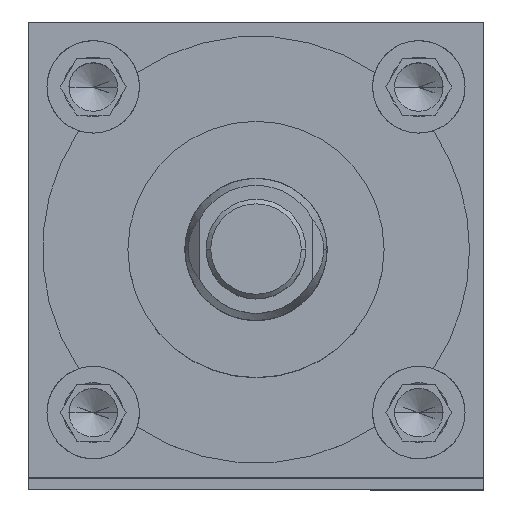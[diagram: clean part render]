
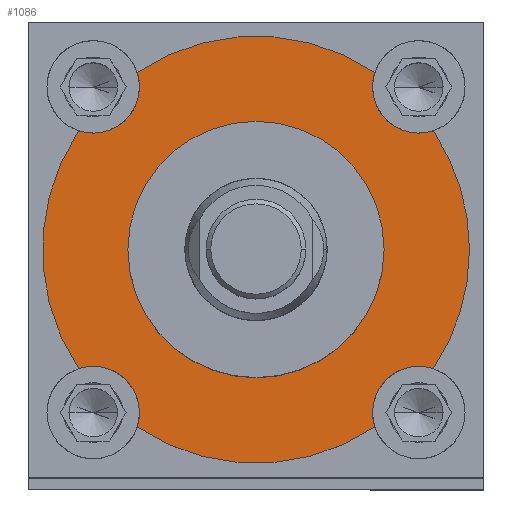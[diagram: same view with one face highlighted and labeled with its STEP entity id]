
A CAD part, top view. The second image highlights one B-rep face of the part: STEP entity #1086.
In plain terms, the highlighted planar face has unit normal (0, 0, 1).
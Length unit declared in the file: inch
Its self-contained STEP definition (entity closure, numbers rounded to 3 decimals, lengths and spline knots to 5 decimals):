
#11 = CIRCLE ( 'NONE', #3327, 0.203 ) ;
#144 = EDGE_LOOP ( 'NONE', ( #1357, #6998 ) ) ;
#148 = EDGE_CURVE ( 'NONE', #6429, #3664, #3626, .T. ) ;
#165 = CARTESIAN_POINT ( 'NONE',  ( 0., 0., 31.62 ) ) ;
#334 = CIRCLE ( 'NONE', #2688, 0.203 ) ;
#343 = CARTESIAN_POINT ( 'NONE',  ( -0.5625, 0., 31.62 ) ) ;
#352 = EDGE_CURVE ( 'NONE', #2285, #879, #4554, .T. ) ;
#353 = DIRECTION ( 'NONE',  ( 1., 0., 0. ) ) ;
#357 = DIRECTION ( 'NONE',  ( 0., 0., 1. ) ) ;
#385 = EDGE_CURVE ( 'NONE', #1245, #2612, #1733, .T. ) ;
#473 = CARTESIAN_POINT ( 'NONE',  ( 0., 0., 31.62 ) ) ;
#487 = EDGE_LOOP ( 'NONE', ( #5361, #1993, #6918, #6988, #5386, #5286, #5773, #6216, #5509, #2663, #5029, #3037, #1923 ) ) ;
#563 = AXIS2_PLACEMENT_3D ( 'NONE', #4723, #3050, #5312 ) ;
#638 = CARTESIAN_POINT ( 'NONE',  ( -0.715, -0.715, 31.62 ) ) ;
#686 = CARTESIAN_POINT ( 'NONE',  ( 0., 0., 31.62 ) ) ;
#705 = EDGE_CURVE ( 'NONE', #3664, #6429, #7010, .T. ) ;
#761 = EDGE_CURVE ( 'NONE', #7242, #2285, #7122, .T. ) ;
#771 = DIRECTION ( 'NONE',  ( 1., 0., 0. ) ) ;
#879 = VERTEX_POINT ( 'NONE', #2108 ) ;
#907 = CARTESIAN_POINT ( 'NONE',  ( 0.77859, -0.52222, 31.62 ) ) ;
#943 = CARTESIAN_POINT ( 'NONE',  ( -0.715, -0.715, 31.62 ) ) ;
#1048 = EDGE_CURVE ( 'NONE', #2910, #879, #1368, .T. ) ;
#1050 = DIRECTION ( 'NONE',  ( 0., 0., 1. ) ) ;
#1086 = ADVANCED_FACE ( 'NONE', ( #5209, #4540 ), #1176, .T. ) ;
#1176 = PLANE ( 'NONE',  #6785 ) ;
#1225 = CARTESIAN_POINT ( 'NONE',  ( 0., 0., 31.62 ) ) ;
#1241 = AXIS2_PLACEMENT_3D ( 'NONE', #943, #5525, #3158 ) ;
#1245 = VERTEX_POINT ( 'NONE', #5253 ) ;
#1346 = CARTESIAN_POINT ( 'NONE',  ( -0.77859, -0.52222, 31.62 ) ) ;
#1357 = ORIENTED_EDGE ( 'NONE', *, *, #148, .F. ) ;
#1368 = CIRCLE ( 'NONE', #2894, 0.203 ) ;
#1579 = VERTEX_POINT ( 'NONE', #2750 ) ;
#1636 = CARTESIAN_POINT ( 'NONE',  ( 0.715, -0.715, 31.62 ) ) ;
#1733 = CIRCLE ( 'NONE', #563, 0.203 ) ;
#1836 = CARTESIAN_POINT ( 'NONE',  ( 0.715, -0.715, 31.62 ) ) ;
#1848 = CIRCLE ( 'NONE', #5151, 0.9375 ) ;
#1874 = EDGE_CURVE ( 'NONE', #3498, #6158, #3479, .T. ) ;
#1923 = ORIENTED_EDGE ( 'NONE', *, *, #2917, .F. ) ;
#1943 = EDGE_CURVE ( 'NONE', #1245, #6158, #6025, .T. ) ;
#1993 = ORIENTED_EDGE ( 'NONE', *, *, #761, .T. ) ;
#2037 = EDGE_CURVE ( 'NONE', #4257, #3498, #3084, .T. ) ;
#2108 = CARTESIAN_POINT ( 'NONE',  ( 0.77859, 0.52222, 31.62 ) ) ;
#2190 = DIRECTION ( 'NONE',  ( 1., 0., 0. ) ) ;
#2251 = AXIS2_PLACEMENT_3D ( 'NONE', #638, #7256, #6841 ) ;
#2285 = VERTEX_POINT ( 'NONE', #3322 ) ;
#2357 = CARTESIAN_POINT ( 'NONE',  ( 0., 0., 31.62 ) ) ;
#2391 = CARTESIAN_POINT ( 'NONE',  ( -0.512, -0.715, 31.62 ) ) ;
#2413 = CARTESIAN_POINT ( 'NONE',  ( -0.52222, -0.77859, 31.62 ) ) ;
#2452 = VERTEX_POINT ( 'NONE', #7315 ) ;
#2570 = DIRECTION ( 'NONE',  ( 0., 0., 1. ) ) ;
#2612 = VERTEX_POINT ( 'NONE', #4249 ) ;
#2663 = ORIENTED_EDGE ( 'NONE', *, *, #1874, .F. ) ;
#2688 = AXIS2_PLACEMENT_3D ( 'NONE', #1836, #3617, #771 ) ;
#2714 = DIRECTION ( 'NONE',  ( 1., 0., 0. ) ) ;
#2750 = CARTESIAN_POINT ( 'NONE',  ( 0.52222, 0.77859, 31.62 ) ) ;
#2837 = AXIS2_PLACEMENT_3D ( 'NONE', #1225, #5186, #5263 ) ;
#2849 = CARTESIAN_POINT ( 'NONE',  ( 0.52222, -0.77859, 31.62 ) ) ;
#2894 = AXIS2_PLACEMENT_3D ( 'NONE', #6947, #4659, #5250 ) ;
#2910 = VERTEX_POINT ( 'NONE', #4761 ) ;
#2917 = EDGE_CURVE ( 'NONE', #2452, #7309, #334, .T. ) ;
#3037 = ORIENTED_EDGE ( 'NONE', *, *, #5283, .T. ) ;
#3050 = DIRECTION ( 'NONE',  ( 0., 0., 1. ) ) ;
#3057 = CARTESIAN_POINT ( 'NONE',  ( 0.5625, 0., 31.62 ) ) ;
#3084 = CIRCLE ( 'NONE', #2251, 0.203 ) ;
#3085 = DIRECTION ( 'NONE',  ( 0., 0., 1. ) ) ;
#3090 = EDGE_CURVE ( 'NONE', #1579, #5468, #4418, .T. ) ;
#3158 = DIRECTION ( 'NONE',  ( 1., 0., 0. ) ) ;
#3322 = CARTESIAN_POINT ( 'NONE',  ( 0.9375, 0., 31.62 ) ) ;
#3327 = AXIS2_PLACEMENT_3D ( 'NONE', #6697, #4999, #6213 ) ;
#3369 = DIRECTION ( 'NONE',  ( 0., 0., 1. ) ) ;
#3441 = AXIS2_PLACEMENT_3D ( 'NONE', #3733, #5982, #5708 ) ;
#3461 = DIRECTION ( 'NONE',  ( 1., 0., 0. ) ) ;
#3479 = CIRCLE ( 'NONE', #1241, 0.203 ) ;
#3498 = VERTEX_POINT ( 'NONE', #2391 ) ;
#3617 = DIRECTION ( 'NONE',  ( 0., 0., 1. ) ) ;
#3626 = CIRCLE ( 'NONE', #5149, 0.5625 ) ;
#3664 = VERTEX_POINT ( 'NONE', #3057 ) ;
#3733 = CARTESIAN_POINT ( 'NONE',  ( 0.715, 0.715, 31.62 ) ) ;
#3760 = CARTESIAN_POINT ( 'NONE',  ( -0.52222, 0.77859, 31.62 ) ) ;
#3892 = DIRECTION ( 'NONE',  ( 1., 0., 0. ) ) ;
#4047 = CIRCLE ( 'NONE', #6047, 0.203 ) ;
#4056 = AXIS2_PLACEMENT_3D ( 'NONE', #165, #4751, #5337 ) ;
#4249 = CARTESIAN_POINT ( 'NONE',  ( -0.512, 0.715, 31.62 ) ) ;
#4257 = VERTEX_POINT ( 'NONE', #2413 ) ;
#4412 = AXIS2_PLACEMENT_3D ( 'NONE', #686, #3369, #2190 ) ;
#4418 = CIRCLE ( 'NONE', #6303, 0.9375 ) ;
#4453 = AXIS2_PLACEMENT_3D ( 'NONE', #4688, #3085, #5868 ) ;
#4540 = FACE_BOUND ( 'NONE', #144, .T. ) ;
#4554 = CIRCLE ( 'NONE', #4453, 0.9375 ) ;
#4659 = DIRECTION ( 'NONE',  ( 0., 0., 1. ) ) ;
#4688 = CARTESIAN_POINT ( 'NONE',  ( 0., 0., 31.62 ) ) ;
#4723 = CARTESIAN_POINT ( 'NONE',  ( -0.715, 0.715, 31.62 ) ) ;
#4751 = DIRECTION ( 'NONE',  ( 0., 0., 1. ) ) ;
#4761 = CARTESIAN_POINT ( 'NONE',  ( 0.512, 0.715, 31.62 ) ) ;
#4999 = DIRECTION ( 'NONE',  ( 0., 0., 1. ) ) ;
#5029 = ORIENTED_EDGE ( 'NONE', *, *, #2037, .F. ) ;
#5096 = DIRECTION ( 'NONE',  ( 0., 0., 1. ) ) ;
#5106 = CIRCLE ( 'NONE', #3441, 0.203 ) ;
#5149 = AXIS2_PLACEMENT_3D ( 'NONE', #473, #357, #2714 ) ;
#5151 = AXIS2_PLACEMENT_3D ( 'NONE', #2357, #5716, #6787 ) ;
#5186 = DIRECTION ( 'NONE',  ( 0., 0., 1. ) ) ;
#5209 = FACE_OUTER_BOUND ( 'NONE', #487, .T. ) ;
#5250 = DIRECTION ( 'NONE',  ( 1., 0., 0. ) ) ;
#5253 = CARTESIAN_POINT ( 'NONE',  ( -0.77859, 0.52222, 31.62 ) ) ;
#5263 = DIRECTION ( 'NONE',  ( 1., 0., 0. ) ) ;
#5283 = EDGE_CURVE ( 'NONE', #4257, #7309, #1848, .T. ) ;
#5286 = ORIENTED_EDGE ( 'NONE', *, *, #3090, .T. ) ;
#5312 = DIRECTION ( 'NONE',  ( 1., 0., 0. ) ) ;
#5337 = DIRECTION ( 'NONE',  ( 1., 0., 0. ) ) ;
#5361 = ORIENTED_EDGE ( 'NONE', *, *, #6109, .F. ) ;
#5386 = ORIENTED_EDGE ( 'NONE', *, *, #6966, .F. ) ;
#5468 = VERTEX_POINT ( 'NONE', #3760 ) ;
#5509 = ORIENTED_EDGE ( 'NONE', *, *, #1943, .T. ) ;
#5525 = DIRECTION ( 'NONE',  ( 0., 0., 1. ) ) ;
#5708 = DIRECTION ( 'NONE',  ( 1., 0., 0. ) ) ;
#5716 = DIRECTION ( 'NONE',  ( 0., 0., 1. ) ) ;
#5773 = ORIENTED_EDGE ( 'NONE', *, *, #6548, .F. ) ;
#5868 = DIRECTION ( 'NONE',  ( 1., 0., 0. ) ) ;
#5982 = DIRECTION ( 'NONE',  ( 0., 0., 1. ) ) ;
#6025 = CIRCLE ( 'NONE', #2837, 0.9375 ) ;
#6047 = AXIS2_PLACEMENT_3D ( 'NONE', #1636, #1050, #3892 ) ;
#6109 = EDGE_CURVE ( 'NONE', #7242, #2452, #4047, .T. ) ;
#6158 = VERTEX_POINT ( 'NONE', #1346 ) ;
#6213 = DIRECTION ( 'NONE',  ( 1., 0., 0. ) ) ;
#6216 = ORIENTED_EDGE ( 'NONE', *, *, #385, .F. ) ;
#6303 = AXIS2_PLACEMENT_3D ( 'NONE', #7221, #2570, #353 ) ;
#6355 = CARTESIAN_POINT ( 'NONE',  ( 0., 0., 31.62 ) ) ;
#6429 = VERTEX_POINT ( 'NONE', #343 ) ;
#6548 = EDGE_CURVE ( 'NONE', #2612, #5468, #11, .T. ) ;
#6697 = CARTESIAN_POINT ( 'NONE',  ( -0.715, 0.715, 31.62 ) ) ;
#6785 = AXIS2_PLACEMENT_3D ( 'NONE', #6355, #5096, #3461 ) ;
#6787 = DIRECTION ( 'NONE',  ( 1., 0., 0. ) ) ;
#6841 = DIRECTION ( 'NONE',  ( 1., 0., 0. ) ) ;
#6918 = ORIENTED_EDGE ( 'NONE', *, *, #352, .T. ) ;
#6947 = CARTESIAN_POINT ( 'NONE',  ( 0.715, 0.715, 31.62 ) ) ;
#6966 = EDGE_CURVE ( 'NONE', #1579, #2910, #5106, .T. ) ;
#6988 = ORIENTED_EDGE ( 'NONE', *, *, #1048, .F. ) ;
#6998 = ORIENTED_EDGE ( 'NONE', *, *, #705, .F. ) ;
#7010 = CIRCLE ( 'NONE', #4412, 0.5625 ) ;
#7122 = CIRCLE ( 'NONE', #4056, 0.9375 ) ;
#7221 = CARTESIAN_POINT ( 'NONE',  ( 0., 0., 31.62 ) ) ;
#7242 = VERTEX_POINT ( 'NONE', #907 ) ;
#7256 = DIRECTION ( 'NONE',  ( 0., 0., 1. ) ) ;
#7309 = VERTEX_POINT ( 'NONE', #2849 ) ;
#7315 = CARTESIAN_POINT ( 'NONE',  ( 0.512, -0.715, 31.62 ) ) ;
